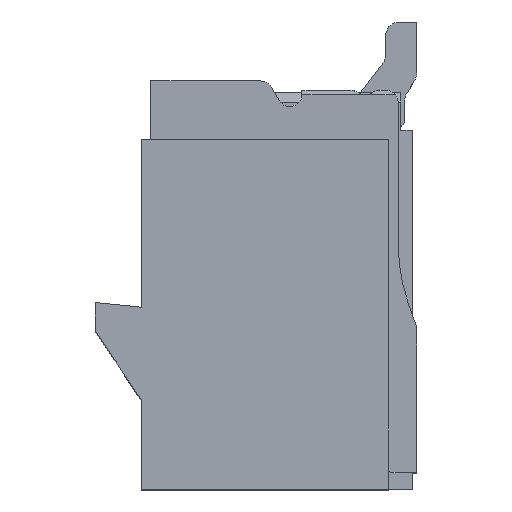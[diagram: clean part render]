
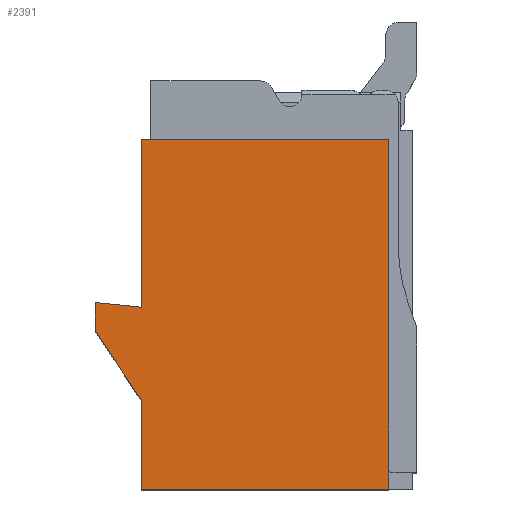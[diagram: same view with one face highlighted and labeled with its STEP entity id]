
A CAD part, top view. The second image highlights one B-rep face of the part: STEP entity #2391.
In plain terms, the highlighted planar face has unit normal (0, 0, 1).
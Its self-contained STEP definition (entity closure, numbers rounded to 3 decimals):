
#47 = CARTESIAN_POINT ( 'NONE',  ( -73.528, 103.963, 3.277 ) ) ;
#196 = CARTESIAN_POINT ( 'NONE',  ( -70.993, 103.963, 3.277 ) ) ;
#387 = VECTOR ( 'NONE', #13148, 1000. ) ;
#528 = ORIENTED_EDGE ( 'NONE', *, *, #14742, .F. ) ;
#575 = CARTESIAN_POINT ( 'NONE',  ( -73.528, 101.163, 3.277 ) ) ;
#613 = CARTESIAN_POINT ( 'NONE',  ( -73.528, 100.213, 3.277 ) ) ;
#772 = ORIENTED_EDGE ( 'NONE', *, *, #15709, .F. ) ;
#1381 = EDGE_CURVE ( 'NONE', #16458, #8001, #11845, .T. ) ;
#1435 = AXIS2_PLACEMENT_3D ( 'NONE', #10658, #3324, #15335 ) ;
#2092 = DIRECTION ( 'NONE',  ( 0., 1., 0. ) ) ;
#2391 = ADVANCED_FACE ( 'NONE', ( #19060 ), #5669, .F. ) ;
#2715 = ORIENTED_EDGE ( 'NONE', *, *, #12415, .F. ) ;
#3190 = DIRECTION ( 'NONE',  ( 1., 0., 0. ) ) ;
#3321 = CARTESIAN_POINT ( 'NONE',  ( -74.028, 101.913, 3.277 ) ) ;
#3324 = DIRECTION ( 'NONE',  ( 0., 0., -1. ) ) ;
#3496 = VECTOR ( 'NONE', #2092, 1000. ) ;
#3662 = ORIENTED_EDGE ( 'NONE', *, *, #4430, .F. ) ;
#3938 = LINE ( 'NONE', #14365, #5670 ) ;
#4163 = LINE ( 'NONE', #11584, #387 ) ;
#4171 = ORIENTED_EDGE ( 'NONE', *, *, #18919, .F. ) ;
#4430 = EDGE_CURVE ( 'NONE', #6337, #6096, #3938, .T. ) ;
#4797 = LINE ( 'NONE', #16730, #6329 ) ;
#4893 = LINE ( 'NONE', #613, #3496 ) ;
#5531 = CARTESIAN_POINT ( 'NONE',  ( -74.028, 102.213, 3.277 ) ) ;
#5669 = PLANE ( 'NONE',  #1435 ) ;
#5670 = VECTOR ( 'NONE', #6970, 1000. ) ;
#6096 = VERTEX_POINT ( 'NONE', #3321 ) ;
#6329 = VECTOR ( 'NONE', #9302, 1000. ) ;
#6337 = VERTEX_POINT ( 'NONE', #575 ) ;
#6753 = VECTOR ( 'NONE', #7433, 1000. ) ;
#6911 = VECTOR ( 'NONE', #12999, 1000. ) ;
#6970 = DIRECTION ( 'NONE',  ( -0.555, 0.832, 0. ) ) ;
#7433 = DIRECTION ( 'NONE',  ( 0., -1., 0. ) ) ;
#8001 = VERTEX_POINT ( 'NONE', #13575 ) ;
#8082 = VERTEX_POINT ( 'NONE', #5531 ) ;
#8425 = VECTOR ( 'NONE', #17817, 1000. ) ;
#8572 = LINE ( 'NONE', #19100, #8425 ) ;
#8673 = ORIENTED_EDGE ( 'NONE', *, *, #17121, .F. ) ;
#9239 = CARTESIAN_POINT ( 'NONE',  ( -70.878, 103.963, 3.277 ) ) ;
#9302 = DIRECTION ( 'NONE',  ( -1., 0., 0. ) ) ;
#9949 = EDGE_LOOP ( 'NONE', ( #10502, #772, #2715, #528, #8673, #3662, #4171, #15325 ) ) ;
#10109 = EDGE_CURVE ( 'NONE', #8001, #10299, #4797, .T. ) ;
#10299 = VERTEX_POINT ( 'NONE', #13378 ) ;
#10502 = ORIENTED_EDGE ( 'NONE', *, *, #1381, .F. ) ;
#10658 = CARTESIAN_POINT ( 'NONE',  ( -70.993, 100.263, 3.277 ) ) ;
#11584 = CARTESIAN_POINT ( 'NONE',  ( -74.028, 102.213, 3.277 ) ) ;
#11845 = LINE ( 'NONE', #16341, #6753 ) ;
#12415 = EDGE_CURVE ( 'NONE', #16232, #18832, #17454, .T. ) ;
#12989 = CARTESIAN_POINT ( 'NONE',  ( -73.528, 102.163, 3.277 ) ) ;
#12999 = DIRECTION ( 'NONE',  ( 0., 1., 0. ) ) ;
#13148 = DIRECTION ( 'NONE',  ( 0.995, -0.1, 0. ) ) ;
#13378 = CARTESIAN_POINT ( 'NONE',  ( -73.528, 100.213, 3.277 ) ) ;
#13554 = LINE ( 'NONE', #196, #15715 ) ;
#13575 = CARTESIAN_POINT ( 'NONE',  ( -70.878, 100.213, 3.277 ) ) ;
#14365 = CARTESIAN_POINT ( 'NONE',  ( -73.528, 101.163, 3.277 ) ) ;
#14742 = EDGE_CURVE ( 'NONE', #8082, #16232, #4163, .T. ) ;
#15325 = ORIENTED_EDGE ( 'NONE', *, *, #10109, .F. ) ;
#15335 = DIRECTION ( 'NONE',  ( -1., 0., 0. ) ) ;
#15709 = EDGE_CURVE ( 'NONE', #18832, #16458, #13554, .T. ) ;
#15715 = VECTOR ( 'NONE', #3190, 1000. ) ;
#15821 = CARTESIAN_POINT ( 'NONE',  ( -73.528, 100.263, 3.277 ) ) ;
#16232 = VERTEX_POINT ( 'NONE', #12989 ) ;
#16341 = CARTESIAN_POINT ( 'NONE',  ( -70.878, 100.263, 3.277 ) ) ;
#16458 = VERTEX_POINT ( 'NONE', #9239 ) ;
#16730 = CARTESIAN_POINT ( 'NONE',  ( -70.678, 100.213, 3.277 ) ) ;
#17121 = EDGE_CURVE ( 'NONE', #6096, #8082, #8572, .T. ) ;
#17454 = LINE ( 'NONE', #15821, #6911 ) ;
#17817 = DIRECTION ( 'NONE',  ( 0., 1., 0. ) ) ;
#18832 = VERTEX_POINT ( 'NONE', #47 ) ;
#18919 = EDGE_CURVE ( 'NONE', #10299, #6337, #4893, .T. ) ;
#19060 = FACE_OUTER_BOUND ( 'NONE', #9949, .T. ) ;
#19100 = CARTESIAN_POINT ( 'NONE',  ( -74.028, 101.913, 3.277 ) ) ;
